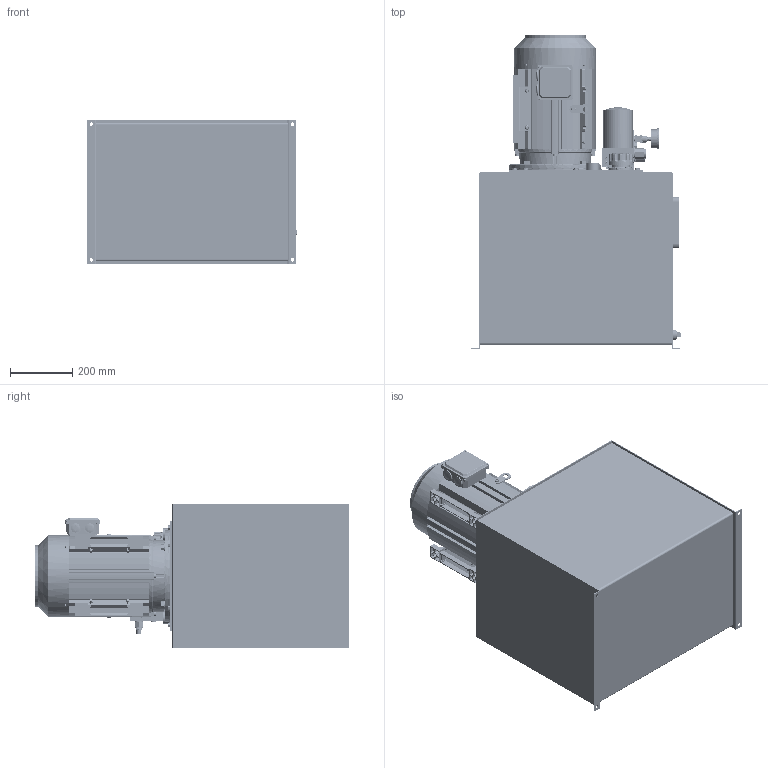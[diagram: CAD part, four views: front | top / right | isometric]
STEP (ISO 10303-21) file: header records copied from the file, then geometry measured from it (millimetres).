
FILE_DESCRIPTION (( 'STEP AP203' ), '1' );
FILE_NAME ('51060640073.step', '2024-03-06T19:27:32', ( '' ), ( '' ), 'SwSTEP 2.0', 'SolidWorks 2023', '' );
FILE_SCHEMA (( 'CONFIG_CONTROL_DESIGN' ));
Products named in the file (1): 51060640073
Bounding box: 670.56 x 1004.87 x 460.38 mm (x, y, z)
Volume: 30558504.6 mm3; surface area: 5186201.4 mm2
Topology: 134 solids, 152 shells, 6510 faces, 16247 edges, 10493 vertices
Faces by surface type: plane 3305, cylinder 1786, bspline 835, cone 512, torus 72
Entity records: 239224 total; most frequent: CARTESIAN_POINT 87267, ORIENTED_EDGE 32370, DIRECTION 29488, EDGE_CURVE 16185, VERTEX_POINT 10493, AXIS2_PLACEMENT_3D 10019, LINE 9450, VECTOR 9450
